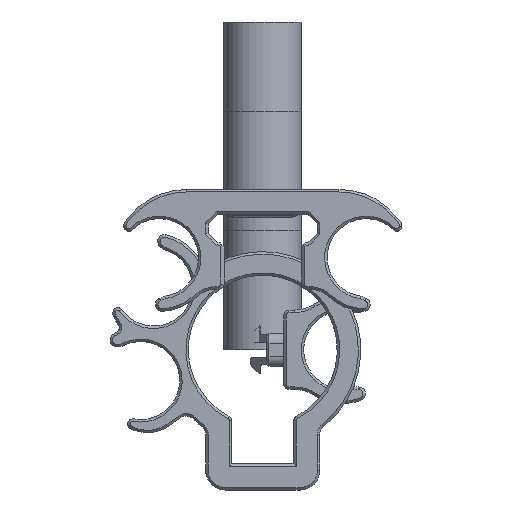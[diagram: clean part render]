
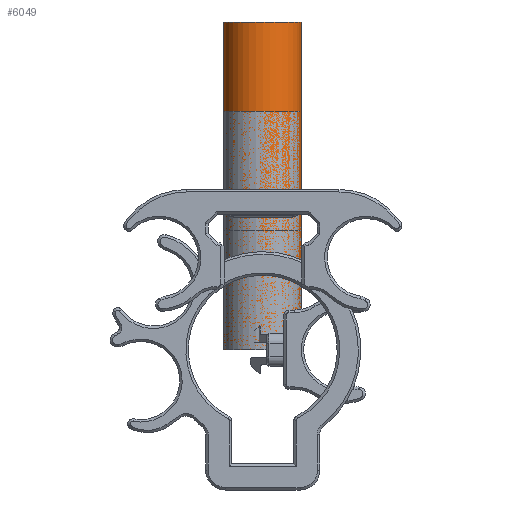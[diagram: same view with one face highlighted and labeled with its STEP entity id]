
A CAD part, front view. The second image highlights one B-rep face of the part: STEP entity #6049.
In plain terms, the highlighted cylindrical face has radius 7.85 mm (diameter 15.7 mm), a full revolution.
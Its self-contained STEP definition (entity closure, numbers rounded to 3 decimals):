
#455=FACE_OUTER_BOUND('',#850,.T.);
#850=EDGE_LOOP('',(#4144,#4145,#4146,#4147));
#1249=LINE('',#9240,#1822);
#1822=VECTOR('',#7266,7.85);
#2400=CIRCLE('',#6528,7.85);
#2401=CIRCLE('',#6529,7.85);
#2671=VERTEX_POINT('',#9237);
#2672=VERTEX_POINT('',#9239);
#3215=EDGE_CURVE('',#2671,#2671,#2400,.F.);
#3216=EDGE_CURVE('',#2671,#2672,#1249,.T.);
#3217=EDGE_CURVE('',#2672,#2672,#2401,.T.);
#4144=ORIENTED_EDGE('',*,*,#3215,.F.);
#4145=ORIENTED_EDGE('',*,*,#3216,.T.);
#4146=ORIENTED_EDGE('',*,*,#3217,.F.);
#4147=ORIENTED_EDGE('',*,*,#3216,.F.);
#5953=CYLINDRICAL_SURFACE('',#6527,7.85);
#6049=ADVANCED_FACE('',(#455),#5953,.T.);
#6527=AXIS2_PLACEMENT_3D('',#9236,#7262,#7263);
#6528=AXIS2_PLACEMENT_3D('',#9238,#7264,#7265);
#6529=AXIS2_PLACEMENT_3D('',#9241,#7267,#7268);
#7262=DIRECTION('center_axis',(0.,0.,1.));
#7263=DIRECTION('ref_axis',(0.,1.,0.));
#7264=DIRECTION('center_axis',(0.,0.,-1.));
#7265=DIRECTION('ref_axis',(0.,1.,0.));
#7266=DIRECTION('',(0.,0.,-1.));
#7267=DIRECTION('center_axis',(0.,0.,-1.));
#7268=DIRECTION('ref_axis',(0.,1.,0.));
#9236=CARTESIAN_POINT('Origin',(0.,0.,0.));
#9237=CARTESIAN_POINT('',(0.,-7.85,66.));
#9238=CARTESIAN_POINT('Origin',(0.,0.,66.));
#9239=CARTESIAN_POINT('',(0.,-7.85,0.));
#9240=CARTESIAN_POINT('',(0.,-7.85,0.));
#9241=CARTESIAN_POINT('Origin',(0.,0.,0.));
